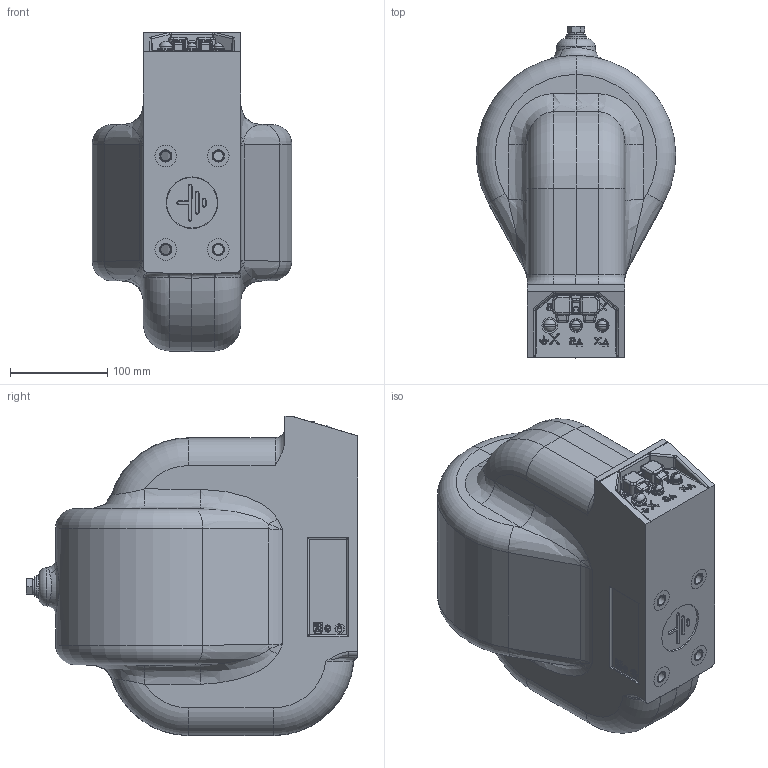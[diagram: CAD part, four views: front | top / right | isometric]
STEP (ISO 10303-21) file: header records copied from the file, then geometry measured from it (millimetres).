
FILE_DESCRIPTION (( 'STEP AP203' ), '1' );
FILE_NAME ('峭嗡.06-20.STEP', '2019-02-14T09:25:14', ( '' ), ( '' ), 'SwSTEP 2.0', 'SolidWorks 2010', '' );
FILE_SCHEMA (( 'CONFIG_CONTROL_DESIGN' ));
Length unit declared in the file: millimetre
Products named in the file (1): е恂.06-20
Bounding box: 204.96 x 340.9 x 328 mm (x, y, z)
Surface area: 377813.3 mm2 (no closed solid volume)
Topology: 0 solids, 42 shells, 449 faces, 1496 edges, 1070 vertices
Faces by surface type: plane 163, bspline 95, cylinder 94, cone 61, torus 22, sphere 14
Entity records: 20634 total; most frequent: CARTESIAN_POINT 8346, DIRECTION 2458, ORIENTED_EDGE 2364, EDGE_CURVE 1490, VERTEX_POINT 1070, AXIS2_PLACEMENT_3D 903, LINE 652, VECTOR 652
